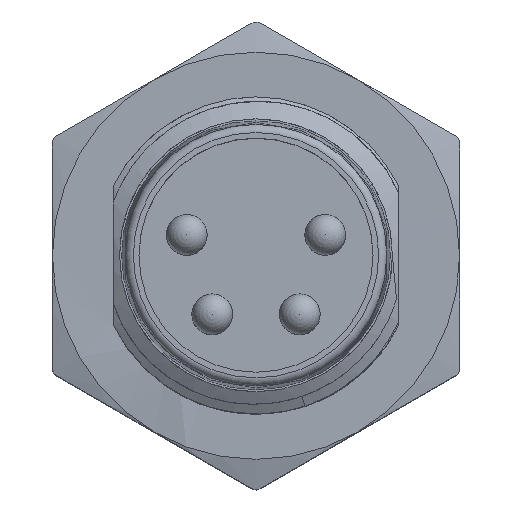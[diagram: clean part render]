
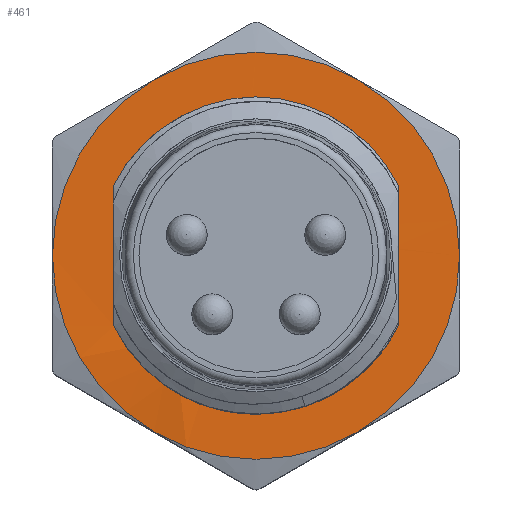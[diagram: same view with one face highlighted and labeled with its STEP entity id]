
A CAD part, top view. The second image highlights one B-rep face of the part: STEP entity #461.
In plain terms, the highlighted planar face has unit normal (0, 0, 1).
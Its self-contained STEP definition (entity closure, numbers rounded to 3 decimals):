
#195=VERTEX_LOOP('',#1402);
#200=LINE('',#2518,#249);
#249=VECTOR('',#2109,1.);
#298=B_SPLINE_CURVE_WITH_KNOTS('',3,(#2501,#2502,#2503,#2504),
 .UNSPECIFIED.,.F.,.F.,(4,4),(0.,1.),.UNSPECIFIED.);
#299=B_SPLINE_CURVE_WITH_KNOTS('',3,(#2506,#2507,#2508,#2509,#2510,#2511),
 .UNSPECIFIED.,.F.,.F.,(4,2,4),(0.,0.5,1.),.UNSPECIFIED.);
#300=B_SPLINE_CURVE_WITH_KNOTS('',3,(#2513,#2514,#2515,#2516),
 .UNSPECIFIED.,.F.,.F.,(4,4),(0.,1.),.UNSPECIFIED.);
#301=B_SPLINE_CURVE_WITH_KNOTS('',3,(#2520,#2521,#2522,#2523,#2524,#2525,
#2526,#2527,#2528,#2529,#2530,#2531,#2532),.UNSPECIFIED.,.F.,.F.,(4,3,3,
3,4),(0.,0.215,0.497,0.787,1.),
 .UNSPECIFIED.);
#302=B_SPLINE_CURVE_WITH_KNOTS('',3,(#2534,#2535,#2536,#2537),
 .UNSPECIFIED.,.F.,.F.,(4,4),(0.,1.),.UNSPECIFIED.);
#461=ADVANCED_FACE('',(#615,#616,#617),#576,.T.);
#576=PLANE('',#1933);
#615=FACE_BOUND('',#688,.T.);
#616=FACE_BOUND('',#689,.T.);
#617=FACE_BOUND('',#195,.T.);
#688=EDGE_LOOP('',(#843,#844,#845,#846,#847,#848,#849));
#689=EDGE_LOOP('',(#850,#851,#852,#853,#854,#855));
#843=ORIENTED_EDGE('',*,*,#1589,.F.);
#844=ORIENTED_EDGE('',*,*,#1590,.T.);
#845=ORIENTED_EDGE('',*,*,#1591,.T.);
#846=ORIENTED_EDGE('',*,*,#1592,.F.);
#847=ORIENTED_EDGE('',*,*,#1593,.T.);
#848=ORIENTED_EDGE('',*,*,#1594,.F.);
#849=ORIENTED_EDGE('',*,*,#1595,.F.);
#850=ORIENTED_EDGE('',*,*,#1596,.T.);
#851=ORIENTED_EDGE('',*,*,#1597,.T.);
#852=ORIENTED_EDGE('',*,*,#1598,.T.);
#853=ORIENTED_EDGE('',*,*,#1599,.T.);
#854=ORIENTED_EDGE('',*,*,#1600,.T.);
#855=ORIENTED_EDGE('',*,*,#1601,.T.);
#1389=VERTEX_POINT('',#2499);
#1390=VERTEX_POINT('',#2500);
#1391=VERTEX_POINT('',#2505);
#1392=VERTEX_POINT('',#2512);
#1393=VERTEX_POINT('',#2517);
#1394=VERTEX_POINT('',#2519);
#1395=VERTEX_POINT('',#2533);
#1396=VERTEX_POINT('',#2539);
#1397=VERTEX_POINT('',#2540);
#1398=VERTEX_POINT('',#2542);
#1399=VERTEX_POINT('',#2544);
#1400=VERTEX_POINT('',#2546);
#1401=VERTEX_POINT('',#2548);
#1402=VERTEX_POINT('',#2550);
#1589=EDGE_CURVE('',#1389,#1390,#1862,.T.);
#1590=EDGE_CURVE('',#1389,#1391,#298,.T.);
#1591=EDGE_CURVE('',#1391,#1392,#299,.T.);
#1592=EDGE_CURVE('',#1393,#1392,#300,.T.);
#1593=EDGE_CURVE('',#1393,#1394,#200,.T.);
#1594=EDGE_CURVE('',#1395,#1394,#301,.T.);
#1595=EDGE_CURVE('',#1390,#1395,#302,.T.);
#1596=EDGE_CURVE('',#1396,#1397,#1863,.T.);
#1597=EDGE_CURVE('',#1397,#1398,#1864,.T.);
#1598=EDGE_CURVE('',#1398,#1399,#1865,.T.);
#1599=EDGE_CURVE('',#1399,#1400,#1866,.T.);
#1600=EDGE_CURVE('',#1400,#1401,#1867,.T.);
#1601=EDGE_CURVE('',#1401,#1396,#1868,.T.);
#1862=CIRCLE('',#1926,3.35);
#1863=CIRCLE('',#1927,5.);
#1864=CIRCLE('',#1928,5.);
#1865=CIRCLE('',#1929,5.);
#1866=CIRCLE('',#1930,5.);
#1867=CIRCLE('',#1931,5.);
#1868=CIRCLE('',#1932,5.);
#1926=AXIS2_PLACEMENT_3D('',#2498,#2107,#2108);
#1927=AXIS2_PLACEMENT_3D('',#2538,#2110,#2111);
#1928=AXIS2_PLACEMENT_3D('',#2541,#2112,#2113);
#1929=AXIS2_PLACEMENT_3D('',#2543,#2114,#2115);
#1930=AXIS2_PLACEMENT_3D('',#2545,#2116,#2117);
#1931=AXIS2_PLACEMENT_3D('',#2547,#2118,#2119);
#1932=AXIS2_PLACEMENT_3D('',#2549,#2120,#2121);
#1933=AXIS2_PLACEMENT_3D('',#2551,#2122,#2123);
#2107=DIRECTION('',(0.,0.,1.));
#2108=DIRECTION('',(1.,0.,0.));
#2109=DIRECTION('',(0.,1.,0.));
#2110=DIRECTION('',(0.,0.,1.));
#2111=DIRECTION('',(0.5,0.866,0.));
#2112=DIRECTION('',(0.,0.,1.));
#2113=DIRECTION('',(-0.5,0.866,0.));
#2114=DIRECTION('',(0.,0.,1.));
#2115=DIRECTION('',(-1.,0.,0.));
#2116=DIRECTION('',(0.,0.,1.));
#2117=DIRECTION('',(-0.5,-0.866,0.));
#2118=DIRECTION('',(0.,0.,1.));
#2119=DIRECTION('',(0.5,-0.866,0.));
#2120=DIRECTION('',(0.,0.,1.));
#2121=DIRECTION('',(1.,0.,0.));
#2122=DIRECTION('',(0.,0.,1.));
#2123=DIRECTION('',(0.,1.,0.));
#2498=CARTESIAN_POINT('',(0.,0.,0.305));
#2499=CARTESIAN_POINT('',(3.342,0.201,0.306));
#2500=CARTESIAN_POINT('',(-0.123,3.348,0.304));
#2501=CARTESIAN_POINT('',(3.341,0.201,0.305));
#2502=CARTESIAN_POINT('',(3.342,0.187,0.305));
#2503=CARTESIAN_POINT('',(3.344,0.174,0.305));
#2504=CARTESIAN_POINT('',(3.346,0.16,0.305));
#2505=CARTESIAN_POINT('',(3.346,0.16,0.305));
#2506=CARTESIAN_POINT('',(3.346,0.16,0.305));
#2507=CARTESIAN_POINT('',(3.503,-1.037,0.305));
#2508=CARTESIAN_POINT('',(2.969,-2.273,0.305));
#2509=CARTESIAN_POINT('',(1.082,-3.759,0.305));
#2510=CARTESIAN_POINT('',(-0.217,-3.991,0.305));
#2511=CARTESIAN_POINT('',(-1.373,-3.646,0.305));
#2512=CARTESIAN_POINT('',(-1.384,-3.641,0.304));
#2513=CARTESIAN_POINT('',(-3.5,-1.71,0.305));
#2514=CARTESIAN_POINT('',(-3.073,-2.584,0.344));
#2515=CARTESIAN_POINT('',(-2.307,-3.286,0.384));
#2516=CARTESIAN_POINT('',(-1.4,-3.635,0.424));
#2517=CARTESIAN_POINT('',(-3.494,-1.725,0.276));
#2518=CARTESIAN_POINT('',(-3.5,0.,0.305));
#2519=CARTESIAN_POINT('',(-3.499,1.143,0.305));
#2520=CARTESIAN_POINT('',(-0.162,3.346,0.305));
#2521=CARTESIAN_POINT('',(-0.467,3.356,0.305));
#2522=CARTESIAN_POINT('',(-0.776,3.324,0.305));
#2523=CARTESIAN_POINT('',(-1.072,3.252,0.305));
#2524=CARTESIAN_POINT('',(-1.459,3.158,0.305));
#2525=CARTESIAN_POINT('',(-1.835,2.993,0.305));
#2526=CARTESIAN_POINT('',(-2.167,2.773,0.305));
#2527=CARTESIAN_POINT('',(-2.508,2.548,0.305));
#2528=CARTESIAN_POINT('',(-2.813,2.257,0.305));
#2529=CARTESIAN_POINT('',(-3.057,1.929,0.305));
#2530=CARTESIAN_POINT('',(-3.236,1.688,0.305));
#2531=CARTESIAN_POINT('',(-3.386,1.422,0.305));
#2532=CARTESIAN_POINT('',(-3.5,1.145,0.305));
#2533=CARTESIAN_POINT('',(-0.162,3.346,0.305));
#2534=CARTESIAN_POINT('',(-0.123,3.348,0.303));
#2535=CARTESIAN_POINT('',(-0.136,3.347,0.304));
#2536=CARTESIAN_POINT('',(-0.149,3.347,0.304));
#2537=CARTESIAN_POINT('',(-0.162,3.346,0.305));
#2538=CARTESIAN_POINT('',(0.,0.,0.305));
#2539=CARTESIAN_POINT('',(2.5,4.33,0.305));
#2540=CARTESIAN_POINT('',(-2.5,4.33,0.305));
#2541=CARTESIAN_POINT('',(0.,0.,0.305));
#2542=CARTESIAN_POINT('',(-5.,0.,0.305));
#2543=CARTESIAN_POINT('',(0.,0.,0.305));
#2544=CARTESIAN_POINT('',(-2.5,-4.33,0.305));
#2545=CARTESIAN_POINT('',(0.,0.,0.305));
#2546=CARTESIAN_POINT('',(2.5,-4.33,0.305));
#2547=CARTESIAN_POINT('',(0.,0.,0.305));
#2548=CARTESIAN_POINT('',(5.,0.,0.305));
#2549=CARTESIAN_POINT('',(0.,0.,0.305));
#2550=CARTESIAN_POINT('',(2.304,-2.933,0.305));
#2551=CARTESIAN_POINT('',(0.,0.,0.305));
